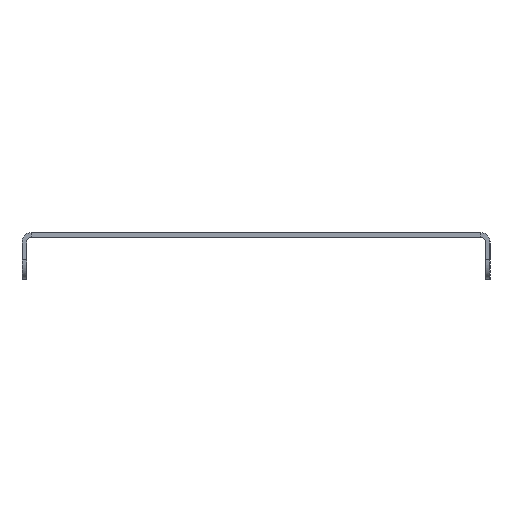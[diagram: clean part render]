
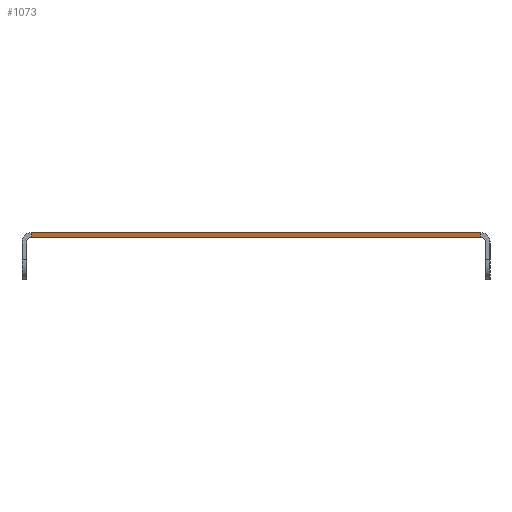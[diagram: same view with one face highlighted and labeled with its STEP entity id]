
A CAD part, left-side view. The second image highlights one B-rep face of the part: STEP entity #1073.
In plain terms, the highlighted planar face has unit normal (-1, 0, 0).
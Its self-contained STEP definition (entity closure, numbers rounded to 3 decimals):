
#36 = DIRECTION ( 'NONE',  ( -1., 0., 0. ) ) ;
#101 = VERTEX_POINT ( 'NONE', #1707 ) ;
#166 = CARTESIAN_POINT ( 'NONE',  ( -354.25, -60., -1.2 ) ) ;
#191 = VERTEX_POINT ( 'NONE', #1373 ) ;
#249 = ORIENTED_EDGE ( 'NONE', *, *, #1067, .T. ) ;
#283 = LINE ( 'NONE', #663, #1135 ) ;
#298 = PLANE ( 'NONE',  #451 ) ;
#366 = VERTEX_POINT ( 'NONE', #1516 ) ;
#402 = CARTESIAN_POINT ( 'NONE',  ( -354.25, -57.6, 0. ) ) ;
#425 = CARTESIAN_POINT ( 'NONE',  ( -354.25, -60., -1.2 ) ) ;
#434 = CARTESIAN_POINT ( 'NONE',  ( -354.25, 57.6, -1.2 ) ) ;
#437 = ORIENTED_EDGE ( 'NONE', *, *, #1096, .T. ) ;
#451 = AXIS2_PLACEMENT_3D ( 'NONE', #166, #36, #573 ) ;
#547 = EDGE_CURVE ( 'NONE', #191, #366, #705, .T. ) ;
#573 = DIRECTION ( 'NONE',  ( 0., 0., 1. ) ) ;
#605 = EDGE_LOOP ( 'NONE', ( #249, #437, #1487, #1522 ) ) ;
#663 = CARTESIAN_POINT ( 'NONE',  ( -354.25, -57.6, -1.2 ) ) ;
#705 = LINE ( 'NONE', #434, #1595 ) ;
#764 = VECTOR ( 'NONE', #835, 1000. ) ;
#809 = DIRECTION ( 'NONE',  ( 0., 0., 1. ) ) ;
#835 = DIRECTION ( 'NONE',  ( 0., -1., 0. ) ) ;
#943 = DIRECTION ( 'NONE',  ( 0., 0., 1. ) ) ;
#1067 = EDGE_CURVE ( 'NONE', #191, #101, #1482, .T. ) ;
#1073 = ADVANCED_FACE ( 'NONE', ( #1352 ), #298, .T. ) ;
#1081 = EDGE_CURVE ( 'NONE', #366, #1104, #1621, .T. ) ;
#1096 = EDGE_CURVE ( 'NONE', #101, #1104, #283, .T. ) ;
#1104 = VERTEX_POINT ( 'NONE', #402 ) ;
#1135 = VECTOR ( 'NONE', #809, 1000. ) ;
#1276 = VECTOR ( 'NONE', #1305, 1000. ) ;
#1305 = DIRECTION ( 'NONE',  ( 0., -1., 0. ) ) ;
#1352 = FACE_OUTER_BOUND ( 'NONE', #605, .T. ) ;
#1373 = CARTESIAN_POINT ( 'NONE',  ( -354.25, 57.6, -1.2 ) ) ;
#1482 = LINE ( 'NONE', #425, #764 ) ;
#1487 = ORIENTED_EDGE ( 'NONE', *, *, #1081, .F. ) ;
#1516 = CARTESIAN_POINT ( 'NONE',  ( -354.25, 57.6, 0. ) ) ;
#1522 = ORIENTED_EDGE ( 'NONE', *, *, #547, .F. ) ;
#1595 = VECTOR ( 'NONE', #943, 1000. ) ;
#1603 = CARTESIAN_POINT ( 'NONE',  ( -354.25, -60., 0. ) ) ;
#1621 = LINE ( 'NONE', #1603, #1276 ) ;
#1707 = CARTESIAN_POINT ( 'NONE',  ( -354.25, -57.6, -1.2 ) ) ;
